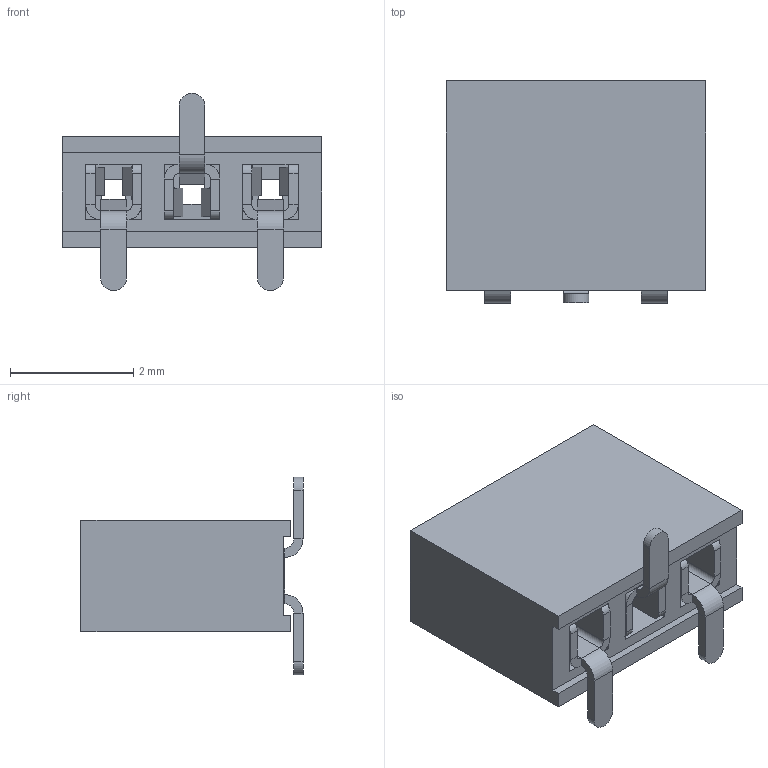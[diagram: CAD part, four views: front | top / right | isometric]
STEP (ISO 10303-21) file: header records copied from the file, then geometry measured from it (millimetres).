
FILE_DESCRIPTION(('STEP AP242'),'1');
FILE_NAME('m50-3140345.stp','2023-10-09T18:34:05',('TraceParts'),('TraceParts S.A.'),'Spatial InterOp 3D',' ',' ');
FILE_SCHEMA(('AP242_MANAGED_MODEL_BASED_3D_ENGINEERING_MIM_LF {1 0 10303 442 1 1 4}'));
Length unit declared in the file: millimetre
Products named in the file (1): m50-3140345_1
Bounding box: 4.21 x 3.6 x 3.2 mm (x, y, z)
Volume: 20 mm3; surface area: 132.5 mm2
Topology: 4 solids, 4 shells, 304 faces, 741 edges, 448 vertices
Faces by surface type: plane 208, cylinder 96
Entity records: 9174 total; most frequent: CARTESIAN_POINT 1968, DIRECTION 1489, ORIENTED_EDGE 1482, EDGE_CURVE 741, LINE 525, VECTOR 525, AXIS2_PLACEMENT_3D 482, VERTEX_POINT 448
